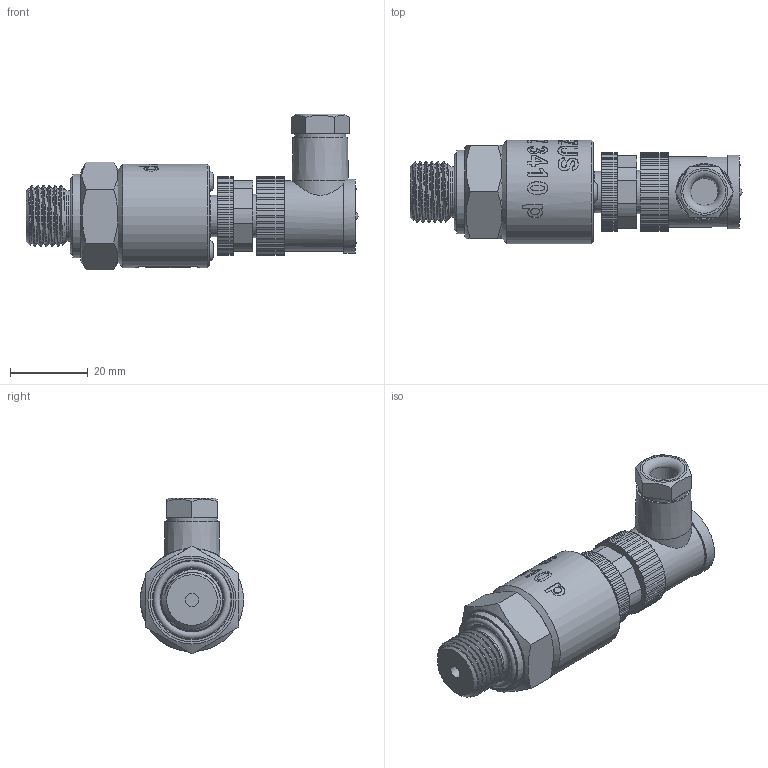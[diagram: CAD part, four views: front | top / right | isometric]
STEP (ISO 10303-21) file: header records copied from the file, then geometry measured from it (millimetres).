
FILE_DESCRIPTION(/* description */ (''),/* implementation_level */ '2;1');
FILE_NAME(/* name */ 'ASZ3410p_5_M12x1-angular.step',/* time_stamp */ '2021-07-19T17:43:35+03:00',/* author */ (''),/* organization */ (''),/* preprocessor_version */ 'ST-DEVELOPER v18.1',/* originating_system */ 'Autodesk Translation Framework v10.9.0.1377',/* authorisation */ '');
FILE_SCHEMA (('AUTOMOTIVE_DESIGN { 1 0 10303 214 3 1 1 }'));
Length unit declared in the file: millimetre
Products named in the file (4): АСЗ 3420(3410) p - filled; M16x1,5 DIN; РП30-27.100.000.060 v9; M12x1 female angular v10
Assembly tree (3 placements, depth 2):
  АСЗ 3420(3410) p - filled
    M16x1,5 DIN
    РП30-27.100.000.060 v9
    M12x1 female angular v10
Bounding box: 85.26 x 26.5 x 40.06 mm (x, y, z)
Volume: 31995.2 mm3; surface area: 11679.6 mm2
Topology: 4 solids, 7 shells, 779 faces, 2109 edges, 1400 vertices
Faces by surface type: bspline 330, cylinder 277, plane 144, cone 14, torus 13, sphere 1
Full cylindrical faces by diameter (mm): 1 x8, 3.3 x1, 4.34 x2, 5.4 x2, 7 x1, 8 x1, 8.2 x1, 9.471 x2, 10.6 x2, 10.741 x5, 11.035 x4, 11.156 x1, 11.884 x4, 12.152 x4, 13 x2, 14.137 x5, 15.85 x4, 16.4 x1, 18 x1, 19 x1, 20 x1, 21.5 x1, 26.5 x1
Entity records: 34555 total; most frequent: CARTESIAN_POINT 16789, ORIENTED_EDGE 4218, DIRECTION 2777, EDGE_CURVE 2109, VERTEX_POINT 1400, AXIS2_PLACEMENT_3D 977, EDGE_LOOP 841, LINE 823
